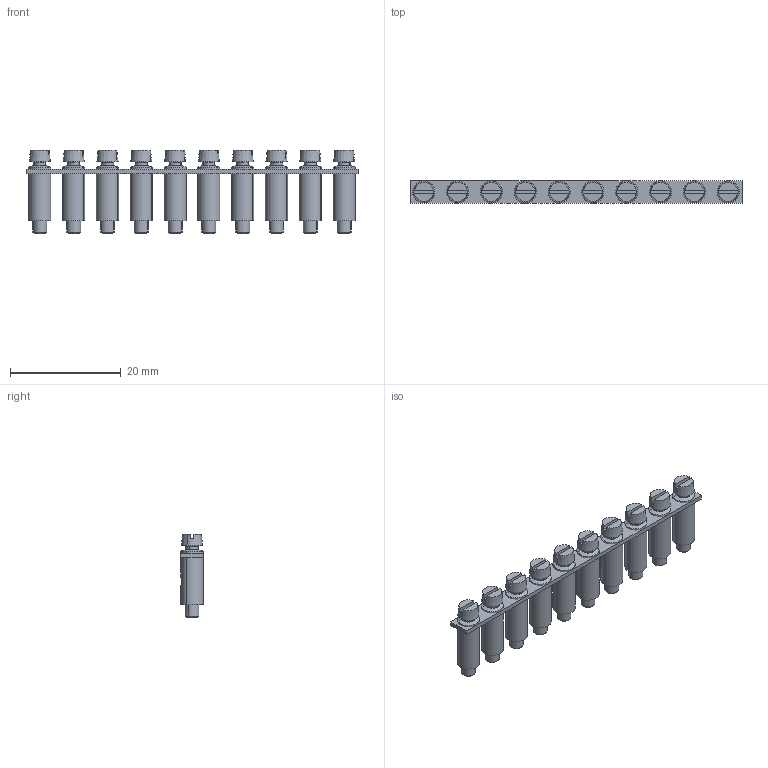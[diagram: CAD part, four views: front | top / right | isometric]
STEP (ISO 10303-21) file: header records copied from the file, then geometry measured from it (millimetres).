
FILE_DESCRIPTION(('CATIA V5R22 STEP214','CAx-IF Rec.Pracs.--- Model Styling and Organization---1.4--- 2014-01-23'),'2;1');
FILE_NAME ('001899-5_0_0369300000_0369300000.stp','2021-06-22T06:11:39+00:00',('none'),('Weidmueller'),'CATIA Version 5-6 Release 2016 SP3 HF44','CATIA V5 STEP AP214','none');
FILE_SCHEMA(('AUTOMOTIVE_DESIGN { 1 0 10303 214 1 1 1 1 }'));
Length unit declared in the file: millimetre
Products named in the file (1): 0369300000
Bounding box: 59.9 x 4 x 15 mm (x, y, z)
Volume: 1721.2 mm3; surface area: 2765.5 mm2
Topology: 11 solids, 11 shells, 266 faces, 552 edges, 348 vertices
Faces by surface type: plane 106, cylinder 80, cone 60, torus 20
Entity records: 6204 total; most frequent: CARTESIAN_POINT 1337, ORIENTED_EDGE 1104, DIRECTION 684, EDGE_CURVE 552, AXIS2_PLACEMENT_3D 397, VERTEX_POINT 348, EDGE_LOOP 306, CIRCLE 300
